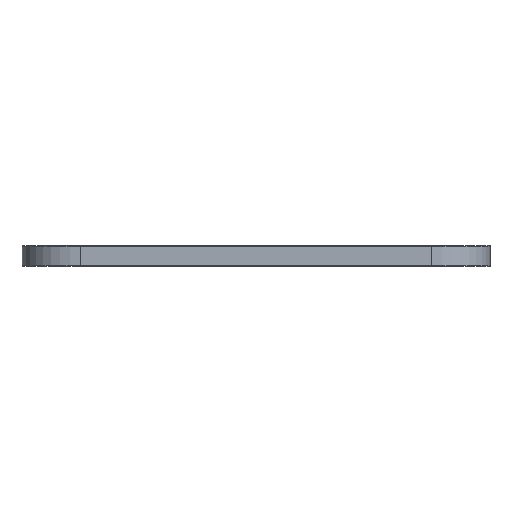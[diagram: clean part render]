
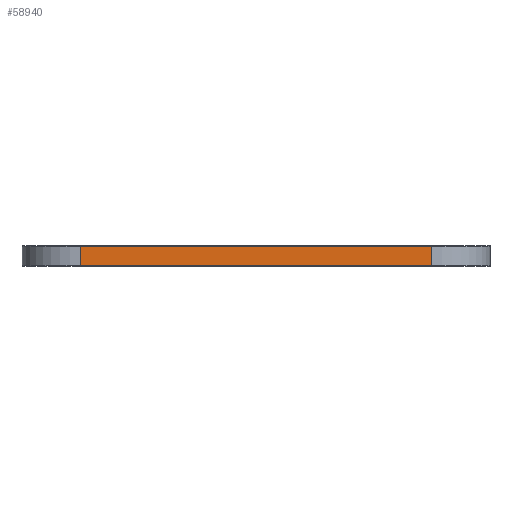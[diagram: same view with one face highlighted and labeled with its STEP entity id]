
A CAD part, left-side view. The second image highlights one B-rep face of the part: STEP entity #58940.
In plain terms, the highlighted planar face has unit normal (-1, 0, 0).
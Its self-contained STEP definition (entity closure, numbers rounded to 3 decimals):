
#58369 = VERTEX_POINT('',#58370);
#58370 = CARTESIAN_POINT('',(-35.75,21.,0.));
#58377 = EDGE_CURVE('',#58378,#58369,#58380,.T.);
#58378 = VERTEX_POINT('',#58379);
#58379 = CARTESIAN_POINT('',(-35.75,3.,0.));
#58380 = LINE('',#58381,#58382);
#58381 = CARTESIAN_POINT('',(-35.75,3.,0.));
#58382 = VECTOR('',#58383,1.);
#58383 = DIRECTION('',(0.,1.,0.));
#58641 = VERTEX_POINT('',#58642);
#58642 = CARTESIAN_POINT('',(-35.75,21.,1.));
#58649 = EDGE_CURVE('',#58650,#58641,#58652,.T.);
#58650 = VERTEX_POINT('',#58651);
#58651 = CARTESIAN_POINT('',(-35.75,3.,1.));
#58652 = LINE('',#58653,#58654);
#58653 = CARTESIAN_POINT('',(-35.75,3.,1.));
#58654 = VECTOR('',#58655,1.);
#58655 = DIRECTION('',(0.,1.,0.));
#58910 = EDGE_CURVE('',#58369,#58641,#58911,.T.);
#58911 = LINE('',#58912,#58913);
#58912 = CARTESIAN_POINT('',(-35.75,21.,0.));
#58913 = VECTOR('',#58914,1.);
#58914 = DIRECTION('',(0.,0.,1.));
#58940 = ADVANCED_FACE('',(#58941),#58952,.T.);
#58941 = FACE_BOUND('',#58942,.T.);
#58942 = EDGE_LOOP('',(#58943,#58949,#58950,#58951));
#58943 = ORIENTED_EDGE('',*,*,#58944,.T.);
#58944 = EDGE_CURVE('',#58378,#58650,#58945,.T.);
#58945 = LINE('',#58946,#58947);
#58946 = CARTESIAN_POINT('',(-35.75,3.,0.));
#58947 = VECTOR('',#58948,1.);
#58948 = DIRECTION('',(0.,0.,1.));
#58949 = ORIENTED_EDGE('',*,*,#58649,.T.);
#58950 = ORIENTED_EDGE('',*,*,#58910,.F.);
#58951 = ORIENTED_EDGE('',*,*,#58377,.F.);
#58952 = PLANE('',#58953);
#58953 = AXIS2_PLACEMENT_3D('',#58954,#58955,#58956);
#58954 = CARTESIAN_POINT('',(-35.75,3.,0.));
#58955 = DIRECTION('',(-1.,0.,0.));
#58956 = DIRECTION('',(0.,1.,0.));
